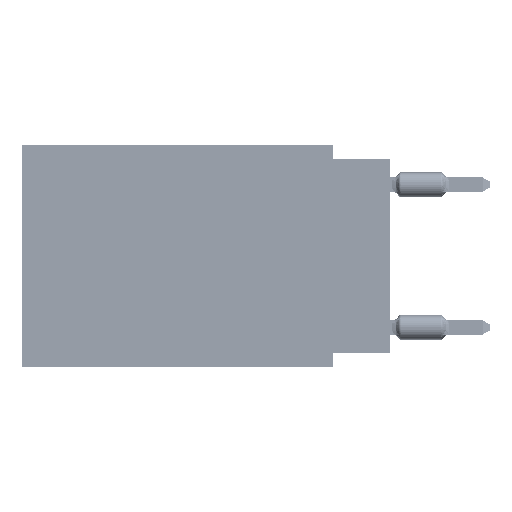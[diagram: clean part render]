
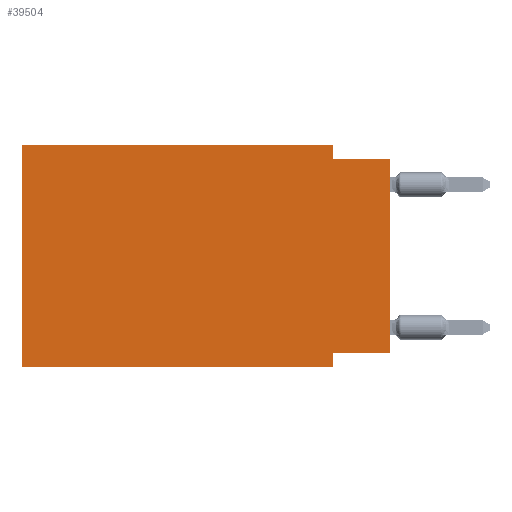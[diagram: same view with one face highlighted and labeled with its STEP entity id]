
A CAD part, left-side view. The second image highlights one B-rep face of the part: STEP entity #39504.
In plain terms, the highlighted planar face has unit normal (-1, 0, 0).
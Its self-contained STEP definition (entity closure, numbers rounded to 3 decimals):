
#557 = EDGE_CURVE ( 'NONE', #40584, #26598, #12525, .T. ) ;
#869 = VERTEX_POINT ( 'NONE', #25369 ) ;
#3125 = EDGE_CURVE ( 'NONE', #13771, #13399, #35686, .T. ) ;
#5159 = CARTESIAN_POINT ( 'NONE',  ( 0., 2.54, -0.635 ) ) ;
#5399 = ORIENTED_EDGE ( 'NONE', *, *, #3125, .F. ) ;
#5711 = LINE ( 'NONE', #49574, #16636 ) ;
#7137 = EDGE_CURVE ( 'NONE', #65414, #49542, #38131, .T. ) ;
#7349 = DIRECTION ( 'NONE',  ( 0., 1., 0. ) ) ;
#12525 = LINE ( 'NONE', #75792, #13581 ) ;
#13033 = ORIENTED_EDGE ( 'NONE', *, *, #73126, .F. ) ;
#13399 = VERTEX_POINT ( 'NONE', #73834 ) ;
#13581 = VECTOR ( 'NONE', #31210, 1000. ) ;
#13771 = VERTEX_POINT ( 'NONE', #5159 ) ;
#16620 = CARTESIAN_POINT ( 'NONE',  ( 0., 16.383, 0. ) ) ;
#16636 = VECTOR ( 'NONE', #30912, 1000. ) ;
#18528 = VECTOR ( 'NONE', #33947, 1000. ) ;
#19538 = CARTESIAN_POINT ( 'NONE',  ( 0., 2.54, 0. ) ) ;
#22702 = DIRECTION ( 'NONE',  ( 1., 0., 0. ) ) ;
#23250 = EDGE_CURVE ( 'NONE', #49542, #869, #75320, .T. ) ;
#23483 = ORIENTED_EDGE ( 'NONE', *, *, #7137, .F. ) ;
#25324 = CARTESIAN_POINT ( 'NONE',  ( 0., 2.54, -9.906 ) ) ;
#25369 = CARTESIAN_POINT ( 'NONE',  ( 0., 2.54, 0. ) ) ;
#25828 = ORIENTED_EDGE ( 'NONE', *, *, #557, .F. ) ;
#26598 = VERTEX_POINT ( 'NONE', #25324 ) ;
#28045 = VECTOR ( 'NONE', #31342, 1000. ) ;
#28143 = EDGE_CURVE ( 'NONE', #37968, #40584, #38641, .T. ) ;
#29635 = CARTESIAN_POINT ( 'NONE',  ( 0., 2.54, -9.271 ) ) ;
#29958 = EDGE_CURVE ( 'NONE', #65414, #26598, #30823, .T. ) ;
#30823 = LINE ( 'NONE', #36915, #52997 ) ;
#30912 = DIRECTION ( 'NONE',  ( 0., 0., 1. ) ) ;
#31045 = VECTOR ( 'NONE', #44628, 1000. ) ;
#31210 = DIRECTION ( 'NONE',  ( 0., 0., -1. ) ) ;
#31342 = DIRECTION ( 'NONE',  ( 0., 0., -1. ) ) ;
#32343 = CARTESIAN_POINT ( 'NONE',  ( 0., 16.383, 0. ) ) ;
#33947 = DIRECTION ( 'NONE',  ( 0., -1., 0. ) ) ;
#35686 = LINE ( 'NONE', #36893, #76135 ) ;
#36513 = FACE_OUTER_BOUND ( 'NONE', #66231, .T. ) ;
#36893 = CARTESIAN_POINT ( 'NONE',  ( 0., 0., -0.635 ) ) ;
#36915 = CARTESIAN_POINT ( 'NONE',  ( 0., 16.383, -9.906 ) ) ;
#37968 = VERTEX_POINT ( 'NONE', #50366 ) ;
#38131 = LINE ( 'NONE', #51941, #31045 ) ;
#38641 = LINE ( 'NONE', #63384, #70900 ) ;
#39504 = ADVANCED_FACE ( 'NONE', ( #36513 ), #53585, .F. ) ;
#40584 = VERTEX_POINT ( 'NONE', #29635 ) ;
#43236 = ORIENTED_EDGE ( 'NONE', *, *, #28143, .F. ) ;
#44628 = DIRECTION ( 'NONE',  ( 0., 0., 1. ) ) ;
#47491 = DIRECTION ( 'NONE',  ( 0., 0., -1. ) ) ;
#49487 = DIRECTION ( 'NONE',  ( 0., -1., 0. ) ) ;
#49542 = VERTEX_POINT ( 'NONE', #75203 ) ;
#49574 = CARTESIAN_POINT ( 'NONE',  ( 0., 0., 0. ) ) ;
#50366 = CARTESIAN_POINT ( 'NONE',  ( 0., 0., -9.271 ) ) ;
#51620 = EDGE_CURVE ( 'NONE', #37968, #13399, #5711, .T. ) ;
#51941 = CARTESIAN_POINT ( 'NONE',  ( 0., 16.383, 0. ) ) ;
#52997 = VECTOR ( 'NONE', #49487, 1000. ) ;
#53585 = PLANE ( 'NONE',  #62857 ) ;
#54348 = ORIENTED_EDGE ( 'NONE', *, *, #23250, .F. ) ;
#54406 = ORIENTED_EDGE ( 'NONE', *, *, #51620, .T. ) ;
#57527 = CARTESIAN_POINT ( 'NONE',  ( 0., 16.383, -9.906 ) ) ;
#57767 = ORIENTED_EDGE ( 'NONE', *, *, #29958, .T. ) ;
#62857 = AXIS2_PLACEMENT_3D ( 'NONE', #16620, #22702, #47491 ) ;
#63384 = CARTESIAN_POINT ( 'NONE',  ( 0., 0., -9.271 ) ) ;
#65414 = VERTEX_POINT ( 'NONE', #57527 ) ;
#66231 = EDGE_LOOP ( 'NONE', ( #54406, #5399, #13033, #54348, #23483, #57767, #25828, #43236 ) ) ;
#70900 = VECTOR ( 'NONE', #7349, 1000. ) ;
#73126 = EDGE_CURVE ( 'NONE', #869, #13771, #75139, .T. ) ;
#73797 = DIRECTION ( 'NONE',  ( 0., -1., 0. ) ) ;
#73834 = CARTESIAN_POINT ( 'NONE',  ( 0., 0., -0.635 ) ) ;
#75139 = LINE ( 'NONE', #19538, #28045 ) ;
#75203 = CARTESIAN_POINT ( 'NONE',  ( 0., 16.383, 0. ) ) ;
#75320 = LINE ( 'NONE', #32343, #18528 ) ;
#75792 = CARTESIAN_POINT ( 'NONE',  ( 0., 2.54, -9.906 ) ) ;
#76135 = VECTOR ( 'NONE', #73797, 1000. ) ;
